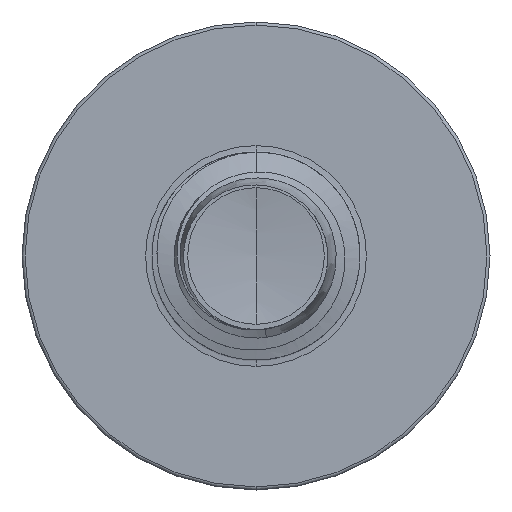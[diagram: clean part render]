
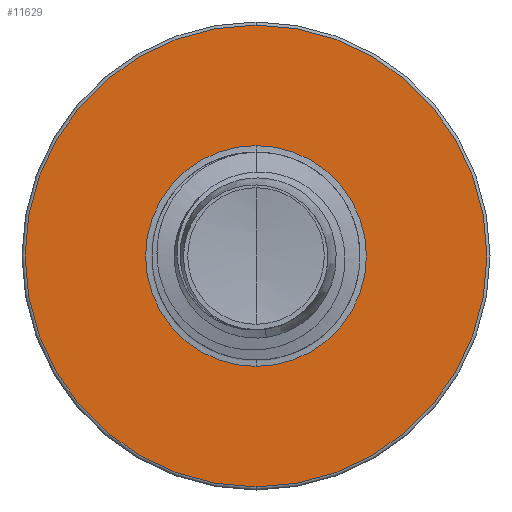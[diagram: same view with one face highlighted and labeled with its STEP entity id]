
A CAD part, front view. The second image highlights one B-rep face of the part: STEP entity #11629.
In plain terms, the highlighted planar face has unit normal (0, -1, 0).
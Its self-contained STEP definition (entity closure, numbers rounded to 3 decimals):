
#271 = VERTEX_POINT ( 'NONE', #4794 ) ;
#1436 = DIRECTION ( 'NONE',  ( 0., 0., 1. ) ) ;
#1920 = VERTEX_POINT ( 'NONE', #4081 ) ;
#2222 = EDGE_LOOP ( 'NONE', ( #13375, #14057 ) ) ;
#2347 = VERTEX_POINT ( 'NONE', #6024 ) ;
#2374 = DIRECTION ( 'NONE',  ( 0., 0., 1. ) ) ;
#2410 = DIRECTION ( 'NONE',  ( 0., 1., 0. ) ) ;
#2417 = PLANE ( 'NONE',  #15779 ) ;
#2588 = CARTESIAN_POINT ( 'NONE',  ( 0., 9., -3.186 ) ) ;
#3691 = AXIS2_PLACEMENT_3D ( 'NONE', #12550, #5778, #13352 ) ;
#3812 = FACE_OUTER_BOUND ( 'NONE', #2222, .T. ) ;
#4081 = CARTESIAN_POINT ( 'NONE',  ( 0., 9., 6.66 ) ) ;
#4211 = AXIS2_PLACEMENT_3D ( 'NONE', #6413, #6386, #6384 ) ;
#4705 = AXIS2_PLACEMENT_3D ( 'NONE', #4825, #4820, #4785 ) ;
#4785 = DIRECTION ( 'NONE',  ( 0., 0., 1. ) ) ;
#4794 = CARTESIAN_POINT ( 'NONE',  ( 0., 9., -3.186 ) ) ;
#4820 = DIRECTION ( 'NONE',  ( 0., 1., 0. ) ) ;
#4825 = CARTESIAN_POINT ( 'NONE',  ( 0., 9., 0. ) ) ;
#5778 = DIRECTION ( 'NONE',  ( 0., 1., 0. ) ) ;
#6024 = CARTESIAN_POINT ( 'NONE',  ( 0., 9., -6.66 ) ) ;
#6120 = VERTEX_POINT ( 'NONE', #6244 ) ;
#6244 = CARTESIAN_POINT ( 'NONE',  ( 0., 9., 3.186 ) ) ;
#6384 = DIRECTION ( 'NONE',  ( 0., 0., 1. ) ) ;
#6386 = DIRECTION ( 'NONE',  ( 0., 1., 0. ) ) ;
#6413 = CARTESIAN_POINT ( 'NONE',  ( 0., 9., 0. ) ) ;
#6782 = CIRCLE ( 'NONE', #4211, 3.186 ) ;
#7703 = CIRCLE ( 'NONE', #13127, 3.186 ) ;
#8260 = EDGE_LOOP ( 'NONE', ( #13315, #13055 ) ) ;
#10814 = DIRECTION ( 'NONE',  ( 0., 1., 0. ) ) ;
#11115 = FACE_BOUND ( 'NONE', #8260, .T. ) ;
#11179 = EDGE_CURVE ( 'NONE', #2347, #1920, #13797, .T. ) ;
#11629 = ADVANCED_FACE ( 'NONE', ( #3812, #11115 ), #2417, .F. ) ;
#11786 = EDGE_CURVE ( 'NONE', #271, #6120, #6782, .T. ) ;
#12550 = CARTESIAN_POINT ( 'NONE',  ( 0., 9., 0. ) ) ;
#12958 = EDGE_CURVE ( 'NONE', #1920, #2347, #15194, .T. ) ;
#13055 = ORIENTED_EDGE ( 'NONE', *, *, #11786, .T. ) ;
#13127 = AXIS2_PLACEMENT_3D ( 'NONE', #16290, #10814, #1436 ) ;
#13315 = ORIENTED_EDGE ( 'NONE', *, *, #14009, .T. ) ;
#13352 = DIRECTION ( 'NONE',  ( 0., 0., 1. ) ) ;
#13375 = ORIENTED_EDGE ( 'NONE', *, *, #12958, .F. ) ;
#13797 = CIRCLE ( 'NONE', #4705, 6.66 ) ;
#14009 = EDGE_CURVE ( 'NONE', #6120, #271, #7703, .T. ) ;
#14057 = ORIENTED_EDGE ( 'NONE', *, *, #11179, .F. ) ;
#15194 = CIRCLE ( 'NONE', #3691, 6.66 ) ;
#15779 = AXIS2_PLACEMENT_3D ( 'NONE', #2588, #2410, #2374 ) ;
#16290 = CARTESIAN_POINT ( 'NONE',  ( 0., 9., 0. ) ) ;
